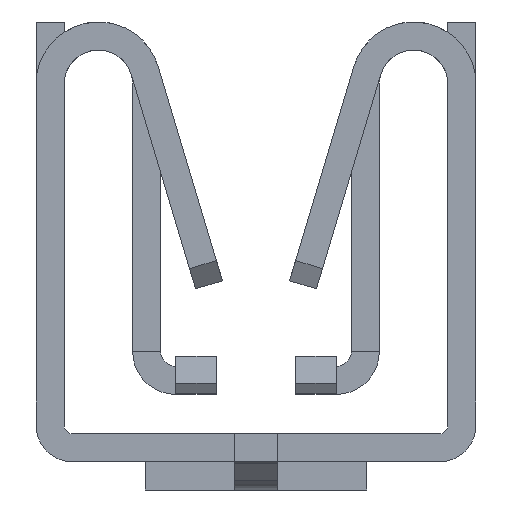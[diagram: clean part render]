
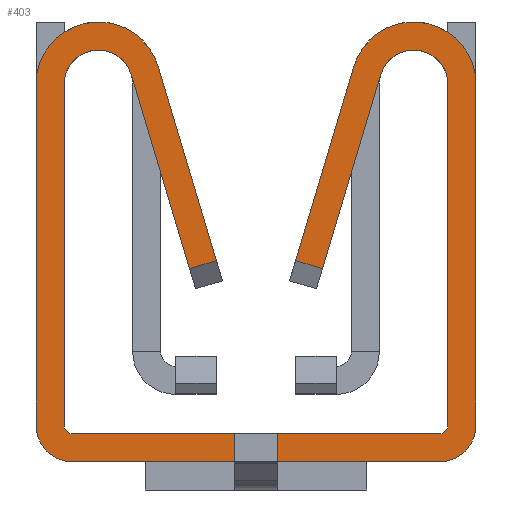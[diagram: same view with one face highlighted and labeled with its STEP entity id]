
A CAD part, left-side view. The second image highlights one B-rep face of the part: STEP entity #403.
In plain terms, the highlighted planar face has unit normal (-1, 0, 0).
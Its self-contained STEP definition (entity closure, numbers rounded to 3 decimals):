
#403=ADVANCED_FACE('',(#890),#891,.T.);
#890=FACE_OUTER_BOUND('',#1462,.T.);
#891=PLANE('',#1463);
#1462=EDGE_LOOP('',(#2611,#2612,#2613,#2614,#2615,#2616,#2617,#2618,#2619,#2620,#2621,#2622,#2623,#2624,#2625,#2626,#2627,#2628,#2629,#2630));
#1463=AXIS2_PLACEMENT_3D('',#2631,#2632,#2633);
#2611=ORIENTED_EDGE('',*,*,#3827,.T.);
#2612=ORIENTED_EDGE('',*,*,#3833,.F.);
#2613=ORIENTED_EDGE('',*,*,#3834,.F.);
#2614=ORIENTED_EDGE('',*,*,#3835,.F.);
#2615=ORIENTED_EDGE('',*,*,#3836,.F.);
#2616=ORIENTED_EDGE('',*,*,#3837,.T.);
#2617=ORIENTED_EDGE('',*,*,#3838,.T.);
#2618=ORIENTED_EDGE('',*,*,#3839,.F.);
#2619=ORIENTED_EDGE('',*,*,#3840,.T.);
#2620=ORIENTED_EDGE('',*,*,#3841,.T.);
#2621=ORIENTED_EDGE('',*,*,#3842,.T.);
#2622=ORIENTED_EDGE('',*,*,#3843,.T.);
#2623=ORIENTED_EDGE('',*,*,#3844,.F.);
#2624=ORIENTED_EDGE('',*,*,#3845,.F.);
#2625=ORIENTED_EDGE('',*,*,#3846,.F.);
#2626=ORIENTED_EDGE('',*,*,#3624,.F.);
#2627=ORIENTED_EDGE('',*,*,#3847,.T.);
#2628=ORIENTED_EDGE('',*,*,#3848,.F.);
#2629=ORIENTED_EDGE('',*,*,#3849,.T.);
#2630=ORIENTED_EDGE('',*,*,#3829,.F.);
#2631=CARTESIAN_POINT('',(-7.62,2.574,9.169));
#2632=DIRECTION('',(-1.0,0.0,0.0));
#2633=DIRECTION('',(0.0,0.0,1.0));
#3624=EDGE_CURVE('',#4375,#4377,#4378,.T.);
#3827=EDGE_CURVE('',#4685,#4689,#4691,.T.);
#3829=EDGE_CURVE('',#4685,#4693,#4694,.T.);
#3833=EDGE_CURVE('',#4699,#4689,#4700,.T.);
#3834=EDGE_CURVE('',#4701,#4699,#4702,.T.);
#3835=EDGE_CURVE('',#4703,#4701,#4704,.T.);
#3836=EDGE_CURVE('',#4705,#4703,#4706,.T.);
#3837=EDGE_CURVE('',#4705,#4707,#4708,.T.);
#3838=EDGE_CURVE('',#4707,#4709,#4710,.T.);
#3839=EDGE_CURVE('',#4711,#4709,#4712,.T.);
#3840=EDGE_CURVE('',#4711,#4713,#4714,.T.);
#3841=EDGE_CURVE('',#4713,#4715,#4716,.T.);
#3842=EDGE_CURVE('',#4715,#4717,#4718,.T.);
#3843=EDGE_CURVE('',#4717,#4719,#4720,.T.);
#3844=EDGE_CURVE('',#4721,#4719,#4722,.T.);
#3845=EDGE_CURVE('',#4723,#4721,#4724,.T.);
#3846=EDGE_CURVE('',#4377,#4723,#4725,.T.);
#3847=EDGE_CURVE('',#4375,#4726,#4727,.T.);
#3848=EDGE_CURVE('',#4728,#4726,#4729,.T.);
#3849=EDGE_CURVE('',#4728,#4693,#4730,.T.);
#4375=VERTEX_POINT('',#5400);
#4377=VERTEX_POINT('',#5403);
#4378=LINE('',#5404,#5405);
#4685=VERTEX_POINT('',#5828);
#4689=VERTEX_POINT('',#5834);
#4691=LINE('',#5837,#5838);
#4693=VERTEX_POINT('',#5840);
#4694=LINE('',#5841,#5842);
#4699=VERTEX_POINT('',#5849);
#4700=LINE('',#5850,#5851);
#4701=VERTEX_POINT('',#5852);
#4702=CIRCLE('',#5853,1.8);
#4703=VERTEX_POINT('',#5854);
#4704=LINE('',#5855,#5856);
#4705=VERTEX_POINT('',#5857);
#4706=CIRCLE('',#5858,1.065);
#4707=VERTEX_POINT('',#5859);
#4708=LINE('',#5860,#5861);
#4709=VERTEX_POINT('',#5862);
#4710=CIRCLE('',#5863,1.065);
#4711=VERTEX_POINT('',#5864);
#4712=LINE('',#5865,#5866);
#4713=VERTEX_POINT('',#5867);
#4714=CIRCLE('',#5868,1.8);
#4715=VERTEX_POINT('',#5869);
#4716=LINE('',#5870,#5871);
#4717=VERTEX_POINT('',#5872);
#4718=LINE('',#5873,#5874);
#4719=VERTEX_POINT('',#5875);
#4720=LINE('',#5876,#5877);
#4721=VERTEX_POINT('',#5878);
#4722=CIRCLE('',#5879,0.99);
#4723=VERTEX_POINT('',#5880);
#4724=LINE('',#5881,#5882);
#4725=CIRCLE('',#5883,0.255);
#4726=VERTEX_POINT('',#5884);
#4727=CIRCLE('',#5885,0.255);
#4728=VERTEX_POINT('',#5886);
#4729=LINE('',#5887,#5888);
#4730=CIRCLE('',#5889,0.99);
#5400=CARTESIAN_POINT('',(-7.62,5.285,0.81));
#5403=CARTESIAN_POINT('',(-7.62,-5.285,0.81));
#5404=CARTESIAN_POINT('',(-7.62,5.285,0.81));
#5405=VECTOR('',#6666,10.57);
#5828=CARTESIAN_POINT('',(-7.62,1.92,5.58));
#5834=CARTESIAN_POINT('',(-7.62,1.144,5.813));
#5837=CARTESIAN_POINT('',(-7.62,1.92,5.58));
#5838=VECTOR('',#6900,0.81);
#5840=CARTESIAN_POINT('',(-7.62,3.602,11.184));
#5841=CARTESIAN_POINT('',(-7.62,1.92,5.58));
#5842=VECTOR('',#6901,5.851);
#5849=CARTESIAN_POINT('',(-7.62,2.826,11.417));
#5850=CARTESIAN_POINT('',(-7.62,2.826,11.417));
#5851=VECTOR('',#6904,5.851);
#5852=CARTESIAN_POINT('',(-7.62,6.35,10.9));
#5853=AXIS2_PLACEMENT_3D('',#6905,#6906,#6907);
#5854=CARTESIAN_POINT('',(-7.62,6.35,1.065));
#5855=CARTESIAN_POINT('',(-7.62,6.35,1.065));
#5856=VECTOR('',#6908,9.835);
#5857=CARTESIAN_POINT('',(-7.62,5.285,0.));
#5858=AXIS2_PLACEMENT_3D('',#6909,#6910,#6911);
#5859=CARTESIAN_POINT('',(-7.62,-5.285,0.));
#5860=CARTESIAN_POINT('',(-7.62,5.285,0.0));
#5861=VECTOR('',#6912,10.57);
#5862=CARTESIAN_POINT('',(-7.62,-6.35,1.065));
#5863=AXIS2_PLACEMENT_3D('',#6913,#6914,#6915);
#5864=CARTESIAN_POINT('',(-7.62,-6.35,10.9));
#5865=CARTESIAN_POINT('',(-7.62,-6.35,10.9));
#5866=VECTOR('',#6916,9.835);
#5867=CARTESIAN_POINT('',(-7.62,-2.826,11.417));
#5868=AXIS2_PLACEMENT_3D('',#6917,#6918,#6919);
#5869=CARTESIAN_POINT('',(-7.62,-1.144,5.813));
#5870=CARTESIAN_POINT('',(-7.62,-2.826,11.417));
#5871=VECTOR('',#6920,5.851);
#5872=CARTESIAN_POINT('',(-7.62,-1.92,5.58));
#5873=CARTESIAN_POINT('',(-7.62,-1.144,5.813));
#5874=VECTOR('',#6921,0.81);
#5875=CARTESIAN_POINT('',(-7.62,-3.602,11.184));
#5876=CARTESIAN_POINT('',(-7.62,-1.92,5.58));
#5877=VECTOR('',#6922,5.851);
#5878=CARTESIAN_POINT('',(-7.62,-5.54,10.9));
#5879=AXIS2_PLACEMENT_3D('',#6923,#6924,#6925);
#5880=CARTESIAN_POINT('',(-7.62,-5.54,1.065));
#5881=CARTESIAN_POINT('',(-7.62,-5.54,1.065));
#5882=VECTOR('',#6926,9.835);
#5883=AXIS2_PLACEMENT_3D('',#6927,#6928,#6929);
#5884=CARTESIAN_POINT('',(-7.62,5.54,1.065));
#5885=AXIS2_PLACEMENT_3D('',#6930,#6931,#6932);
#5886=CARTESIAN_POINT('',(-7.62,5.54,10.9));
#5887=CARTESIAN_POINT('',(-7.62,5.54,10.9));
#5888=VECTOR('',#6933,9.835);
#5889=AXIS2_PLACEMENT_3D('',#6934,#6935,#6936);
#6666=DIRECTION('',(0.0,-1.0,0.0));
#6900=DIRECTION('',(0.0,-0.958,0.287));
#6901=DIRECTION('',(0.0,0.287,0.958));
#6904=DIRECTION('',(0.0,-0.287,-0.958));
#6905=CARTESIAN_POINT('',(-7.62,4.55,10.9));
#6906=DIRECTION('',(1.0,0.0,0.0));
#6907=DIRECTION('',(0.0,1.0,0.0));
#6908=DIRECTION('',(0.0,0.0,1.0));
#6909=CARTESIAN_POINT('',(-7.62,5.285,1.065));
#6910=DIRECTION('',(1.0,0.0,0.0));
#6911=DIRECTION('',(0.0,0.0,-1.0));
#6912=DIRECTION('',(0.0,-1.0,0.0));
#6913=CARTESIAN_POINT('',(-7.62,-5.285,1.065));
#6914=DIRECTION('',(-1.0,0.0,0.0));
#6915=DIRECTION('',(0.0,0.0,-1.0));
#6916=DIRECTION('',(0.0,0.0,-1.0));
#6917=CARTESIAN_POINT('',(-7.62,-4.55,10.9));
#6918=DIRECTION('',(-1.0,0.0,0.0));
#6919=DIRECTION('',(0.0,-1.0,0.0));
#6920=DIRECTION('',(0.0,0.287,-0.958));
#6921=DIRECTION('',(0.0,-0.958,-0.287));
#6922=DIRECTION('',(0.0,-0.287,0.958));
#6923=CARTESIAN_POINT('',(-7.62,-4.55,10.9));
#6924=DIRECTION('',(-1.0,0.0,0.0));
#6925=DIRECTION('',(0.0,-1.0,0.0));
#6926=DIRECTION('',(0.0,0.0,1.0));
#6927=CARTESIAN_POINT('',(-7.62,-5.285,1.065));
#6928=DIRECTION('',(-1.0,0.0,0.0));
#6929=DIRECTION('',(0.0,0.0,-1.0));
#6930=CARTESIAN_POINT('',(-7.62,5.285,1.065));
#6931=DIRECTION('',(1.0,0.0,0.0));
#6932=DIRECTION('',(0.0,0.0,-1.0));
#6933=DIRECTION('',(0.0,0.0,-1.0));
#6934=CARTESIAN_POINT('',(-7.62,4.55,10.9));
#6935=DIRECTION('',(1.0,0.0,0.0));
#6936=DIRECTION('',(0.0,1.0,0.0));
